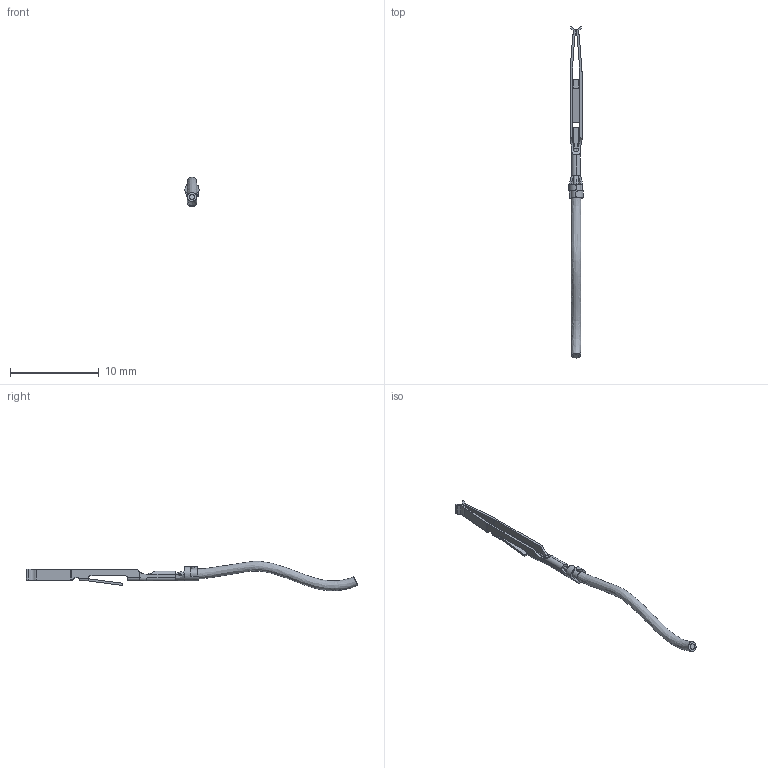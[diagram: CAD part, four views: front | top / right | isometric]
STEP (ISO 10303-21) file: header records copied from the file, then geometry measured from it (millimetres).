
FILE_DESCRIPTION(/* description */ (''),/* implementation_level */ '2;1');
FILE_NAME(/* name */ '100120268ugm000_b.stp',/* time_stamp */ '2014-07-14T13:53:09+02:00',/* author */ (''),/* organization */ (''),/* preprocessor_version */ 'ST-DEVELOPER v15',/* originating_system */ 'SIEMENS PLM Software NX 8.5',/* authorisation */ '');
FILE_SCHEMA (('AUTOMOTIVE_DESIGN { 1 0 10303 214 3 1 1 1 }'));
Length unit declared in the file: millimetre
Products named in the file (1): 100120268ugm000_b
Bounding box: 1.6 x 37.37 x 3.31 mm (x, y, z)
Volume: 32 mm3; surface area: 176 mm2
Topology: 1 solids, 2 shells, 138 faces, 367 edges, 235 vertices
Faces by surface type: plane 62, cylinder 51, bspline 25
Entity records: 4847 total; most frequent: CARTESIAN_POINT 1502, ORIENTED_EDGE 732, DIRECTION 597, EDGE_CURVE 366, VERTEX_POINT 232, LINE 213, VECTOR 213, AXIS2_PLACEMENT_3D 192
